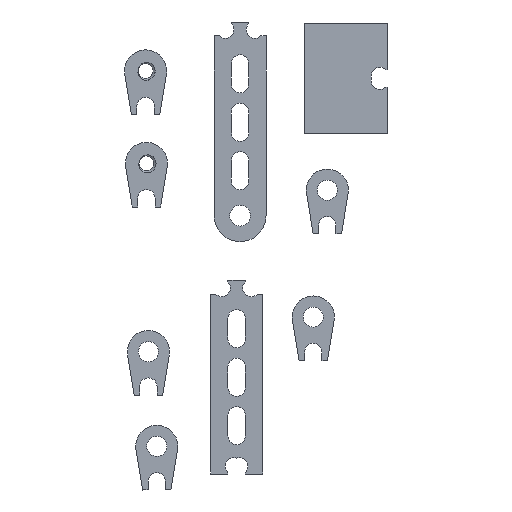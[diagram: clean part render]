
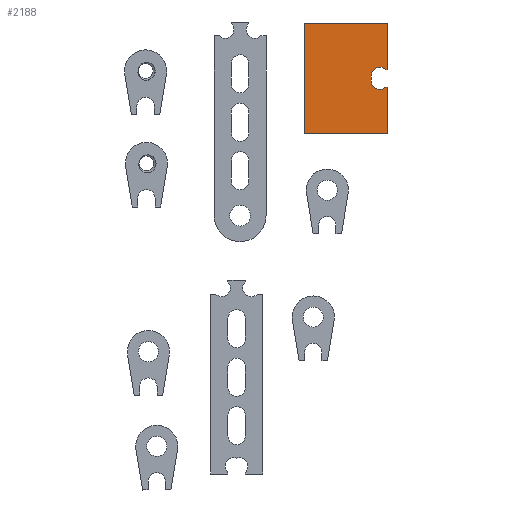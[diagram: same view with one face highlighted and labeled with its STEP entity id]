
A CAD part, front view. The second image highlights one B-rep face of the part: STEP entity #2188.
In plain terms, the highlighted face is planar.
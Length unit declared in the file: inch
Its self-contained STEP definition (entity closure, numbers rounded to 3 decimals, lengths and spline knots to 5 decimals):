
#216=LINE('',#3472,#432);
#219=LINE('',#3478,#435);
#222=LINE('',#3484,#438);
#225=LINE('',#3490,#441);
#228=LINE('',#3496,#444);
#231=LINE('',#3502,#447);
#234=LINE('',#3508,#450);
#432=VECTOR('',#2836,0.3937);
#435=VECTOR('',#2841,0.3937);
#438=VECTOR('',#2846,0.3937);
#441=VECTOR('',#2851,0.3937);
#444=VECTOR('',#2856,0.3937);
#447=VECTOR('',#2861,0.3937);
#450=VECTOR('',#2866,0.3937);
#564=PLANE('',#2372);
#697=FACE_OUTER_BOUND('',#833,.T.);
#833=EDGE_LOOP('',(#1881,#1882,#1883,#1884,#1885,#1886,#1887,#1888,#1889));
#934=CIRCLE('',#2359,0.0625);
#936=CIRCLE('',#2369,0.0625);
#1084=VERTEX_POINT('',#3462);
#1085=VERTEX_POINT('',#3463);
#1088=VERTEX_POINT('',#3471);
#1090=VERTEX_POINT('',#3477);
#1092=VERTEX_POINT('',#3483);
#1094=VERTEX_POINT('',#3489);
#1096=VERTEX_POINT('',#3495);
#1098=VERTEX_POINT('',#3501);
#1100=VERTEX_POINT('',#3507);
#1349=EDGE_CURVE('',#1084,#1085,#934,.T.);
#1353=EDGE_CURVE('',#1085,#1088,#216,.T.);
#1356=EDGE_CURVE('',#1088,#1090,#219,.T.);
#1359=EDGE_CURVE('',#1090,#1092,#222,.T.);
#1362=EDGE_CURVE('',#1092,#1094,#225,.T.);
#1365=EDGE_CURVE('',#1094,#1096,#228,.T.);
#1368=EDGE_CURVE('',#1096,#1098,#231,.T.);
#1371=EDGE_CURVE('',#1098,#1100,#234,.T.);
#1374=EDGE_CURVE('',#1100,#1084,#936,.T.);
#1881=ORIENTED_EDGE('',*,*,#1374,.T.);
#1882=ORIENTED_EDGE('',*,*,#1349,.T.);
#1883=ORIENTED_EDGE('',*,*,#1353,.T.);
#1884=ORIENTED_EDGE('',*,*,#1356,.T.);
#1885=ORIENTED_EDGE('',*,*,#1359,.T.);
#1886=ORIENTED_EDGE('',*,*,#1362,.T.);
#1887=ORIENTED_EDGE('',*,*,#1365,.T.);
#1888=ORIENTED_EDGE('',*,*,#1368,.T.);
#1889=ORIENTED_EDGE('',*,*,#1371,.T.);
#2188=ADVANCED_FACE('',(#697),#564,.F.);
#2359=AXIS2_PLACEMENT_3D('',#3464,#2828,#2829);
#2369=AXIS2_PLACEMENT_3D('',#3513,#2871,#2872);
#2372=AXIS2_PLACEMENT_3D('',#3516,#2877,#2878);
#2828=DIRECTION('center_axis',(0.174,0.,0.985));
#2829=DIRECTION('ref_axis',(0.985,0.,-0.174));
#2836=DIRECTION('',(0.,1.,0.));
#2841=DIRECTION('',(0.985,0.,-0.174));
#2846=DIRECTION('',(0.,-1.,0.));
#2851=DIRECTION('',(-0.985,0.,0.174));
#2856=DIRECTION('',(0.,1.,0.));
#2861=DIRECTION('',(0.985,0.,-0.174));
#2866=DIRECTION('',(0.,-1.,0.));
#2871=DIRECTION('center_axis',(0.174,0.,0.985));
#2872=DIRECTION('ref_axis',(0.985,0.,-0.174));
#2877=DIRECTION('center_axis',(0.174,0.,0.985));
#2878=DIRECTION('ref_axis',(0.985,0.,-0.174));
#3462=CARTESIAN_POINT('',(1.19566,-0.59621,-0.48951));
#3463=CARTESIAN_POINT('',(1.25721,-0.49226,-0.50037));
#3464=CARTESIAN_POINT('Origin',(1.21369,-0.53645,-0.49269));
#3471=CARTESIAN_POINT('',(1.25721,-0.48065,-0.50037));
#3472=CARTESIAN_POINT('',(1.25721,-0.58065,-0.50037));
#3477=CARTESIAN_POINT('',(1.58958,-0.48065,-0.55897));
#3478=CARTESIAN_POINT('',(0.80174,-0.48065,-0.42005));
#3483=CARTESIAN_POINT('',(1.58958,-1.08065,-0.55897));
#3484=CARTESIAN_POINT('',(1.58958,-0.48065,-0.55897));
#3489=CARTESIAN_POINT('',(0.80174,-1.08065,-0.42005));
#3490=CARTESIAN_POINT('',(1.58958,-1.08065,-0.55897));
#3495=CARTESIAN_POINT('',(0.80174,-0.48065,-0.42005));
#3496=CARTESIAN_POINT('',(0.80174,-1.08065,-0.42005));
#3501=CARTESIAN_POINT('',(1.13411,-0.48065,-0.47866));
#3502=CARTESIAN_POINT('',(0.80174,-0.48065,-0.42005));
#3507=CARTESIAN_POINT('',(1.13411,-0.49226,-0.47866));
#3508=CARTESIAN_POINT('',(1.13411,-0.48065,-0.47866));
#3513=CARTESIAN_POINT('Origin',(1.17763,-0.53645,-0.48633));
#3516=CARTESIAN_POINT('Origin',(1.19566,-0.78065,-0.48951));
